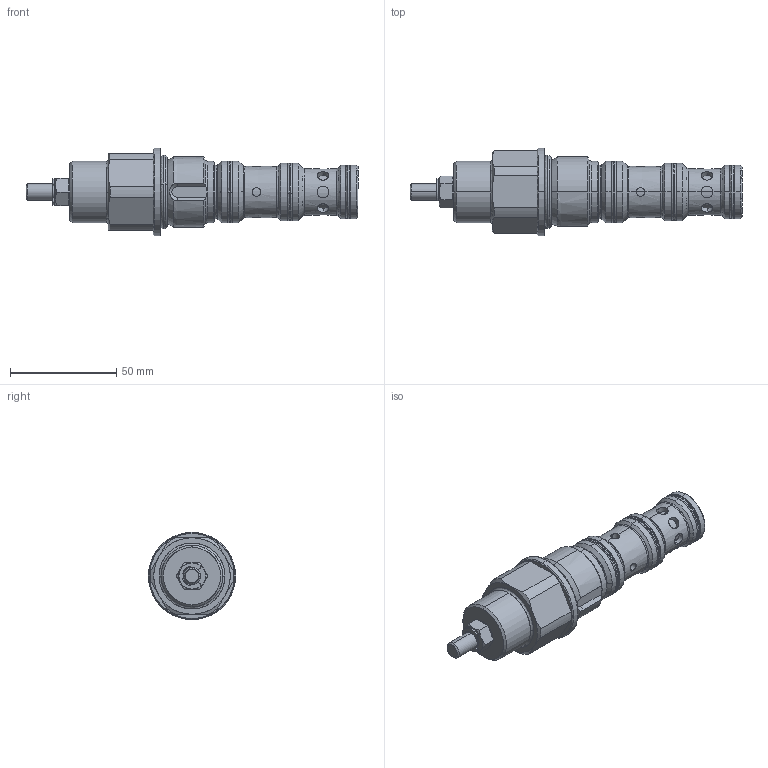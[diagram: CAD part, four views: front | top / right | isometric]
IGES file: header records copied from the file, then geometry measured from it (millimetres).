
Start section: SolidWorks IGES file using analytic representation for surfaces
Global section: file name: 456.K4_Kunde.IGS; native system: SolidWorks 2016; preprocessor: SolidWorks 2016; author: Neubauer; date: 170222.114526; units: millimetre
Bounding box: 156.17 x 41 x 41 mm (x, y, z)
Surface area: 19886.6 mm2 (no closed solid volume)
Topology: 0 solids, 0 shells, 232 faces, 3835 edges, 3835 vertices
Faces by surface type: revolution 149, bspline 83
